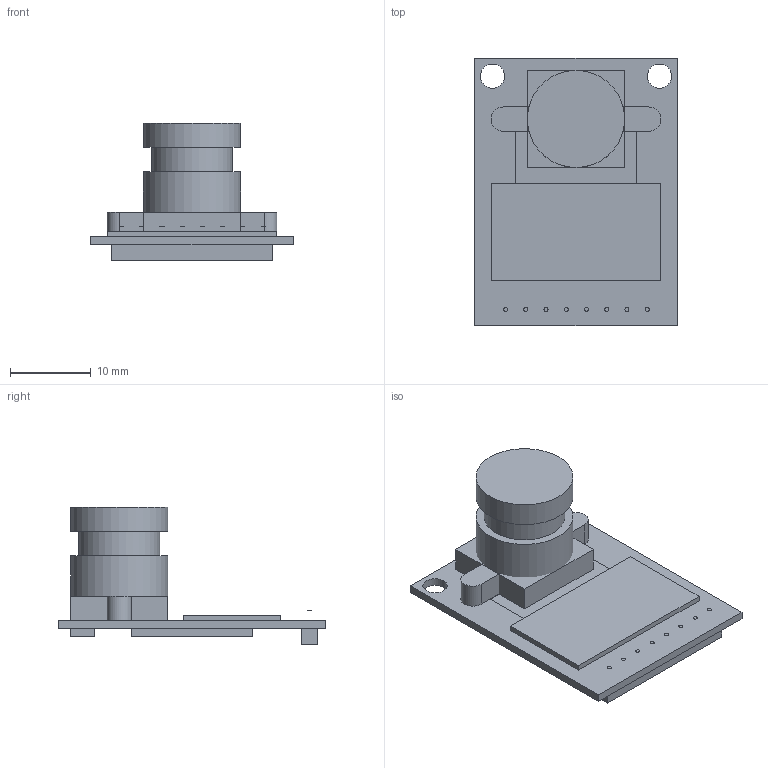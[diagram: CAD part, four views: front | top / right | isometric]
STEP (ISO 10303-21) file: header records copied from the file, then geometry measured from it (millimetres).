
FILE_DESCRIPTION(/* description */ ('','CAx-IF Rec.Pracs.---Representation and Presentation of Product Manufacturing Information (PMI)---4.0---2014-10-13'),/* implementation_level */ '2;1');
FILE_NAME(/* name */ 'Arducam MINI OV2640 no header pins.step',/* time_stamp */ '2025-02-25T17:57:12-07:00',/* author */ (''),/* organization */ (''),/* preprocessor_version */ 'ST-DEVELOPER v20',/* originating_system */ 'Autodesk Translation Framework v13.20.0.188',/* authorisation */ '');
FILE_SCHEMA (('AP242_MANAGED_MODEL_BASED_3D_ENGINEERING_MIM_LF { 1 0 10303 442 1 1 4 }'));
Length unit declared in the file: millimetre
Products named in the file (1): Document
Bounding box: 25 x 33 x 17 mm (x, y, z)
Volume: 3680.9 mm3; surface area: 4705.7 mm2
Topology: 16 solids, 16 shells, 75 faces, 123 edges, 82 vertices
Faces by surface type: plane 60, cone 8, cylinder 7
Full cylindrical faces by diameter (mm): 3 x2, 10 x1, 12 x2
Entity records: 1753 total; most frequent: DIRECTION 305, CARTESIAN_POINT 281, ORIENTED_EDGE 246, EDGE_CURVE 123, AXIS2_PLACEMENT_3D 106, LINE 93, VECTOR 93, VERTEX_POINT 82
